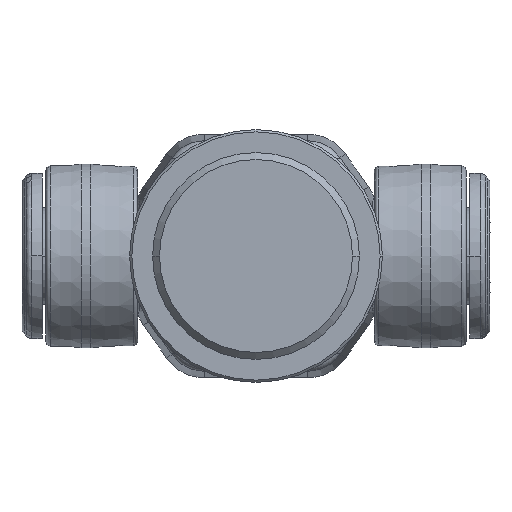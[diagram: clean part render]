
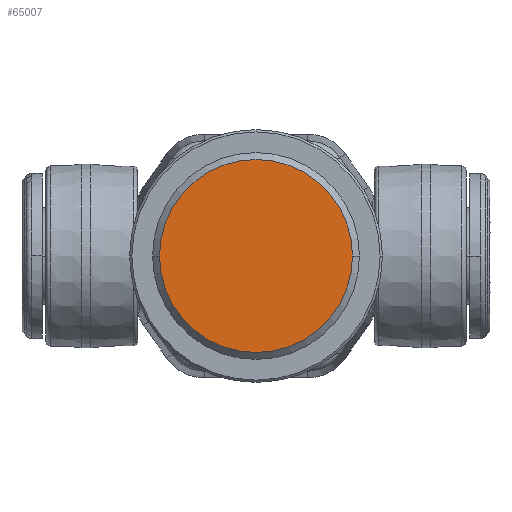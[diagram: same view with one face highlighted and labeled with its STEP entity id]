
A CAD part, front view. The second image highlights one B-rep face of the part: STEP entity #65007.
In plain terms, the highlighted planar face has unit normal (0, -1, 0).
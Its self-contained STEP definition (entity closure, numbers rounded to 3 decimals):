
#62462=CARTESIAN_POINT('',(0.,-122.5,0.));
#62463=DIRECTION('',(0.,-1.,0.));
#62464=DIRECTION('',(-1.,0.,0.));
#62465=AXIS2_PLACEMENT_3D('',#62462,#62463,#62464);
#62467=CARTESIAN_POINT('',(0.,-122.5,0.));
#62468=DIRECTION('',(0.,-1.,0.));
#62469=DIRECTION('',(1.,0.,0.));
#62470=AXIS2_PLACEMENT_3D('',#62467,#62468,#62469);
#64203=CARTESIAN_POINT('',(-42.,-122.5,0.));
#64204=CARTESIAN_POINT('',(42.,-122.5,0.));
#64205=VERTEX_POINT('',#64203);
#64206=VERTEX_POINT('',#64204);
#64997=CARTESIAN_POINT('',(0.,-122.5,0.));
#64998=DIRECTION('',(0.,1.,0.));
#64999=DIRECTION('',(1.,0.,0.));
#65000=AXIS2_PLACEMENT_3D('',#64997,#64998,#64999);
#65001=PLANE('72',#65000);
#65002=ORIENTED_EDGE('156',*,*,#64987,.F.);
#65004=ORIENTED_EDGE('158',*,*,#65003,.F.);
#65005=EDGE_LOOP('72',(#65002,#65004));
#65006=FACE_OUTER_BOUND('72',#65005,.F.);
#62466=CIRCLE('156',#62465,42.);
#62471=CIRCLE('158',#62470,42.);
#64987=EDGE_CURVE('156',#64205,#64206,#62466,.T.);
#65003=EDGE_CURVE('158',#64206,#64205,#62471,.T.);
#65007=ADVANCED_FACE('72',(#65006),#65001,.F.);
